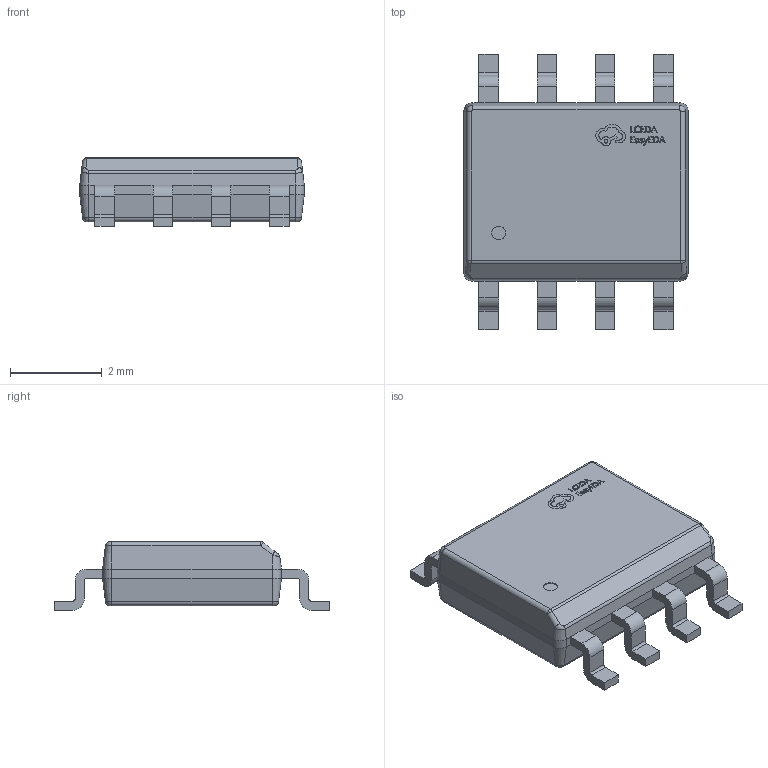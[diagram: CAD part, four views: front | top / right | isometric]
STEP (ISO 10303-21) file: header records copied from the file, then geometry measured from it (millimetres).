
FILE_DESCRIPTION (( 'STEP AP214' ), '1' );
FILE_NAME ('SOP-8_L4.9-W3.9-P1.27-LS6.0-BL.STEP', '2023-06-30T09:18:39', ( '' ), ( '' ), 'SwSTEP 2.0', 'SolidWorks 2019', '' );
FILE_SCHEMA (( 'AUTOMOTIVE_DESIGN' ));
Length unit declared in the file: millimetre
Products named in the file (4): U1; COMPOUND_2; SOP-8_L4.9-W3.9-P1.27-LS6.0-BL
Assembly tree (3 placements, depth 4):
  SOP-8_L4.9-W3.9-P1.27-LS6.0-BL
    U1
      SOP-8_L4.9-W3.9-P1.27-LS6.0-BL
        COMPOUND_2
Bounding box: 4.9 x 6 x 1.5 mm (x, y, z)
Volume: 26.8 mm3; surface area: 74.8 mm2
Topology: 14 solids, 14 shells, 449 faces, 1147 edges, 734 vertices
Faces by surface type: plane 270, bspline 122, cylinder 49, cone 8
Entity records: 20050 total; most frequent: CARTESIAN_POINT 4767, ORIENTED_EDGE 2294, DIRECTION 1687, EDGE_CURVE 1147, VECTOR 809, LINE 809, VERTEX_POINT 734, EDGE_LOOP 469
